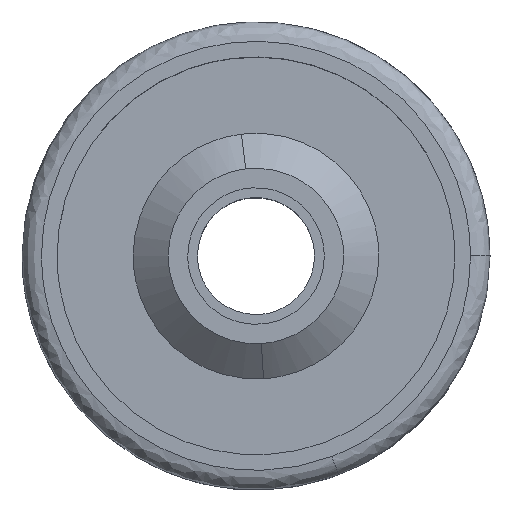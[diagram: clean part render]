
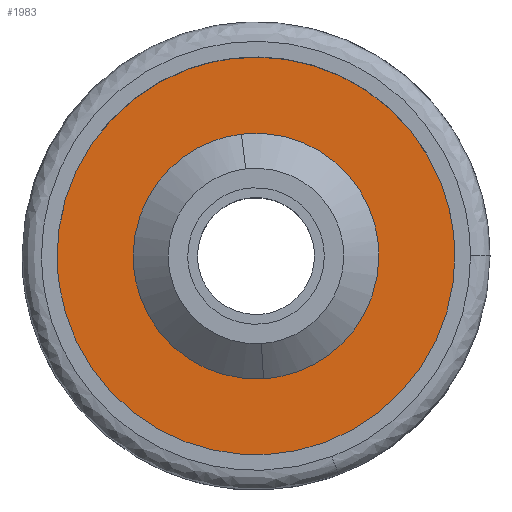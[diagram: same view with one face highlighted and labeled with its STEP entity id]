
A CAD part, top view. The second image highlights one B-rep face of the part: STEP entity #1983.
In plain terms, the highlighted free-form (B-spline) face has degree [1, 1] with [2, 2] control points.
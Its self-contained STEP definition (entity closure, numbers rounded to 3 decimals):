
#735=CARTESIAN_POINT('',(0.385,-6.288,9.));
#736=VERTEX_POINT('',#735);
#742=CARTESIAN_POINT('',(6.3,0.0,9.0));
#743=VERTEX_POINT('',#742);
#744=CARTESIAN_POINT('',(6.3,0.0,9.0));
#745=CARTESIAN_POINT('',(6.3,-5.926,9.0));
#746=CARTESIAN_POINT('',(0.385,-6.288,9.));
#754=(BOUNDED_CURVE()B_SPLINE_CURVE(2,(#744,#745,#746),.UNSPECIFIED.,.F.,.U.)B_SPLINE_CURVE_WITH_KNOTS((3,3),(0.5,0.739),.UNSPECIFIED.)CURVE()GEOMETRIC_REPRESENTATION_ITEM()RATIONAL_B_SPLINE_CURVE((1.0,0.72,0.976))REPRESENTATION_ITEM(''));
#755=EDGE_CURVE('',#743,#736,#754,.T.);
#757=CARTESIAN_POINT('',(-0.744,6.256,9.));
#758=VERTEX_POINT('',#757);
#759=CARTESIAN_POINT('',(-0.744,6.256,9.));
#760=CARTESIAN_POINT('',(-0.373,6.3,9.0));
#761=CARTESIAN_POINT('',(0.0,6.3,9.0));
#762=CARTESIAN_POINT('',(6.3,6.3,9.));
#763=CARTESIAN_POINT('',(6.3,0.0,9.0));
#771=(BOUNDED_CURVE()B_SPLINE_CURVE(2,(#759,#760,#761,#762,#763),.UNSPECIFIED.,.F.,.U.)B_SPLINE_CURVE_WITH_KNOTS((3,2,3),(0.23,0.25,0.5),.UNSPECIFIED.)CURVE()GEOMETRIC_REPRESENTATION_ITEM()RATIONAL_B_SPLINE_CURVE((0.956,0.976,1.0,0.707,1.0))REPRESENTATION_ITEM(''));
#772=EDGE_CURVE('',#758,#743,#771,.T.);
#816=CARTESIAN_POINT('',(-6.3,0.0,9.0));
#817=VERTEX_POINT('',#816);
#818=CARTESIAN_POINT('',(-6.3,0.0,9.0));
#819=CARTESIAN_POINT('',(-6.3,5.595,9.0));
#820=CARTESIAN_POINT('',(-0.744,6.256,9.));
#828=(BOUNDED_CURVE()B_SPLINE_CURVE(2,(#818,#819,#820),.UNSPECIFIED.,.F.,.U.)B_SPLINE_CURVE_WITH_KNOTS((3,3),(0.0,0.23),.UNSPECIFIED.)CURVE()GEOMETRIC_REPRESENTATION_ITEM()RATIONAL_B_SPLINE_CURVE((1.0,0.731,0.956))REPRESENTATION_ITEM(''));
#829=EDGE_CURVE('',#817,#758,#828,.T.);
#831=CARTESIAN_POINT('',(0.385,-6.288,9.));
#832=CARTESIAN_POINT('',(0.192,-6.3,9.));
#833=CARTESIAN_POINT('',(0.0,-6.3,9.0));
#834=CARTESIAN_POINT('',(-6.3,-6.3,9.));
#835=CARTESIAN_POINT('',(-6.3,0.0,9.0));
#843=(BOUNDED_CURVE()B_SPLINE_CURVE(2,(#831,#832,#833,#834,#835),.UNSPECIFIED.,.F.,.U.)B_SPLINE_CURVE_WITH_KNOTS((3,2,3),(0.739,0.75,1.0),.UNSPECIFIED.)CURVE()GEOMETRIC_REPRESENTATION_ITEM()RATIONAL_B_SPLINE_CURVE((0.976,0.988,1.0,0.707,1.0))REPRESENTATION_ITEM(''));
#844=EDGE_CURVE('',#736,#817,#843,.T.);
#887=CARTESIAN_POINT('',(-1.204,10.129,9.));
#888=VERTEX_POINT('',#887);
#889=CARTESIAN_POINT('',(10.2,0.0,9.0));
#890=VERTEX_POINT('',#889);
#891=CARTESIAN_POINT('',(-1.204,10.129,9.));
#892=CARTESIAN_POINT('',(-0.604,10.2,9.0));
#893=CARTESIAN_POINT('',(0.0,10.2,9.0));
#894=CARTESIAN_POINT('',(10.2,10.2,9.));
#895=CARTESIAN_POINT('',(10.2,0.0,9.0));
#903=(BOUNDED_CURVE()B_SPLINE_CURVE(2,(#891,#892,#893,#894,#895),.UNSPECIFIED.,.F.,.U.)B_SPLINE_CURVE_WITH_KNOTS((3,2,3),(0.23,0.25,0.5),.UNSPECIFIED.)CURVE()GEOMETRIC_REPRESENTATION_ITEM()RATIONAL_B_SPLINE_CURVE((0.956,0.976,1.0,0.707,1.0))REPRESENTATION_ITEM(''));
#904=EDGE_CURVE('',#888,#890,#903,.T.);
#906=CARTESIAN_POINT('',(0.623,-10.181,9.));
#907=VERTEX_POINT('',#906);
#908=CARTESIAN_POINT('',(10.2,0.0,9.0));
#909=CARTESIAN_POINT('',(10.2,-9.595,9.0));
#910=CARTESIAN_POINT('',(0.623,-10.181,9.));
#918=(BOUNDED_CURVE()B_SPLINE_CURVE(2,(#908,#909,#910),.UNSPECIFIED.,.F.,.U.)B_SPLINE_CURVE_WITH_KNOTS((3,3),(0.5,0.739),.UNSPECIFIED.)CURVE()GEOMETRIC_REPRESENTATION_ITEM()RATIONAL_B_SPLINE_CURVE((1.0,0.72,0.976))REPRESENTATION_ITEM(''));
#919=EDGE_CURVE('',#890,#907,#918,.T.);
#986=CARTESIAN_POINT('',(-10.2,0.0,9.0));
#987=VERTEX_POINT('',#986);
#988=CARTESIAN_POINT('',(-10.2,0.0,9.0));
#989=CARTESIAN_POINT('',(-10.2,9.059,9.0));
#990=CARTESIAN_POINT('',(-1.204,10.129,9.));
#998=(BOUNDED_CURVE()B_SPLINE_CURVE(2,(#988,#989,#990),.UNSPECIFIED.,.F.,.U.)B_SPLINE_CURVE_WITH_KNOTS((3,3),(0.0,0.23),.UNSPECIFIED.)CURVE()GEOMETRIC_REPRESENTATION_ITEM()RATIONAL_B_SPLINE_CURVE((1.0,0.731,0.956))REPRESENTATION_ITEM(''));
#999=EDGE_CURVE('',#987,#888,#998,.T.);
#1033=CARTESIAN_POINT('',(0.623,-10.181,9.));
#1034=CARTESIAN_POINT('',(0.312,-10.2,9.0));
#1035=CARTESIAN_POINT('',(0.0,-10.2,9.0));
#1036=CARTESIAN_POINT('',(-10.2,-10.2,9.));
#1037=CARTESIAN_POINT('',(-10.2,0.0,9.0));
#1045=(BOUNDED_CURVE()B_SPLINE_CURVE(2,(#1033,#1034,#1035,#1036,#1037),.UNSPECIFIED.,.F.,.U.)B_SPLINE_CURVE_WITH_KNOTS((3,2,3),(0.739,0.75,1.0),.UNSPECIFIED.)CURVE()GEOMETRIC_REPRESENTATION_ITEM()RATIONAL_B_SPLINE_CURVE((0.976,0.988,1.0,0.707,1.0))REPRESENTATION_ITEM(''));
#1046=EDGE_CURVE('',#907,#987,#1045,.T.);
#1966=CARTESIAN_POINT('',(-11.219,-11.219,9.0));
#1967=CARTESIAN_POINT('',(11.219,-11.219,9.0));
#1968=CARTESIAN_POINT('',(-11.219,11.219,9.0));
#1969=CARTESIAN_POINT('',(11.219,11.219,9.0));
#1970=B_SPLINE_SURFACE_WITH_KNOTS('',1,1,((#1966,#1968),(#1967,#1969)),.UNSPECIFIED.,.F.,.F.,.U.,(2,2),(2,2),(0.0,22.438),(0.0,22.438),.UNSPECIFIED.);
#1971=ORIENTED_EDGE('',*,*,#1046,.F.);
#1972=ORIENTED_EDGE('',*,*,#919,.F.);
#1973=ORIENTED_EDGE('',*,*,#904,.F.);
#1974=ORIENTED_EDGE('',*,*,#999,.F.);
#1975=EDGE_LOOP('',(#1971,#1972,#1973,#1974));
#1976=FACE_OUTER_BOUND('',#1975,.T.);
#1977=ORIENTED_EDGE('',*,*,#755,.T.);
#1978=ORIENTED_EDGE('',*,*,#844,.T.);
#1979=ORIENTED_EDGE('',*,*,#829,.T.);
#1980=ORIENTED_EDGE('',*,*,#772,.T.);
#1981=EDGE_LOOP('',(#1977,#1978,#1979,#1980));
#1982=FACE_BOUND('',#1981,.T.);
#1983=ADVANCED_FACE('',(#1976,#1982),#1970,.T.);
